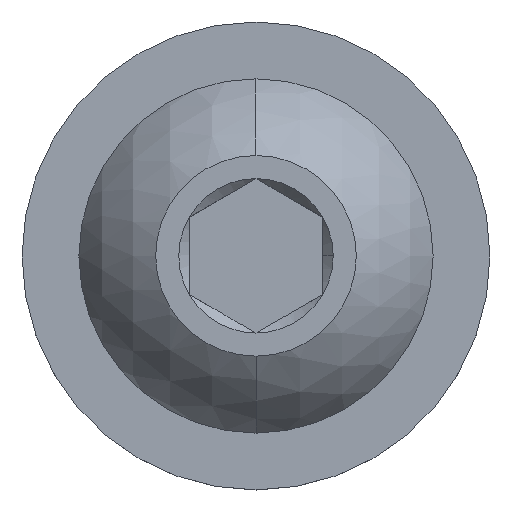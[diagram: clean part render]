
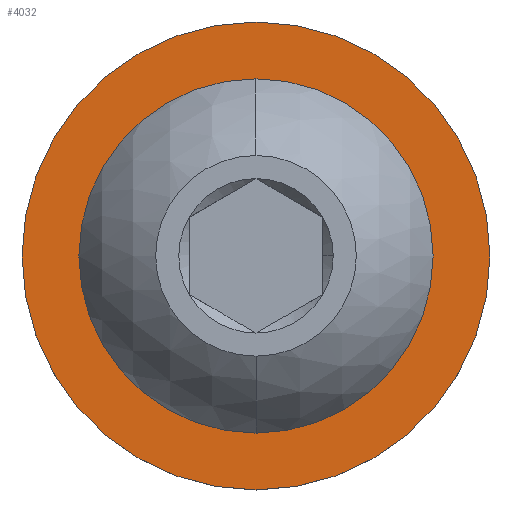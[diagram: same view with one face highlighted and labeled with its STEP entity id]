
A CAD part, top view. The second image highlights one B-rep face of the part: STEP entity #4032.
In plain terms, the highlighted planar face has unit normal (0, 0, 1).
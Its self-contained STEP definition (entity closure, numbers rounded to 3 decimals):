
#1 = VERTEX_POINT ( 'NONE', #6200 ) ;
#120 = VERTEX_POINT ( 'NONE', #6171 ) ;
#210 = ORIENTED_EDGE ( 'NONE', *, *, #5774, .T. ) ;
#213 = ORIENTED_EDGE ( 'NONE', *, *, #3568, .F. ) ;
#489 = ORIENTED_EDGE ( 'NONE', *, *, #5884, .F. ) ;
#490 = VERTEX_POINT ( 'NONE', #6056 ) ;
#495 = VERTEX_POINT ( 'NONE', #6059 ) ;
#519 = ORIENTED_EDGE ( 'NONE', *, *, #3569, .T. ) ;
#700 = EDGE_LOOP ( 'NONE', ( #489, #213 ) ) ;
#707 = EDGE_LOOP ( 'NONE', ( #519, #210 ) ) ;
#1276 = CARTESIAN_POINT ( 'NONE',  ( 0., 0., -1.275 ) ) ;
#1277 = DIRECTION ( 'NONE',  ( 0., 0., -1. ) ) ;
#1278 = DIRECTION ( 'NONE',  ( -1., 0., 0. ) ) ;
#1279 = CARTESIAN_POINT ( 'NONE',  ( 0., 0., -1.275 ) ) ;
#1280 = DIRECTION ( 'NONE',  ( 0., 0., -1. ) ) ;
#1281 = DIRECTION ( 'NONE',  ( -1., 0., 0. ) ) ;
#2340 = CARTESIAN_POINT ( 'NONE',  ( 0., 0., -1.275 ) ) ;
#2342 = DIRECTION ( 'NONE',  ( 0., 0., -1. ) ) ;
#2344 = DIRECTION ( 'NONE',  ( -1., 0., 0. ) ) ;
#2496 = PLANE ( 'NONE',  #6895 ) ;
#2500 = CARTESIAN_POINT ( 'NONE',  ( 0., 0., -1.275 ) ) ;
#2511 = DIRECTION ( 'NONE',  ( 0., 0., -1. ) ) ;
#2512 = DIRECTION ( 'NONE',  ( -1., 0., 0. ) ) ;
#2631 = CARTESIAN_POINT ( 'NONE',  ( 0., 0., -1.275 ) ) ;
#2633 = DIRECTION ( 'NONE',  ( 0., 0., -1. ) ) ;
#2635 = DIRECTION ( 'NONE',  ( -1., 0., 0. ) ) ;
#3568 = EDGE_CURVE ( 'NONE', #1, #120, #7742, .T. ) ;
#3569 = EDGE_CURVE ( 'NONE', #495, #490, #7744, .T. ) ;
#3648 = AXIS2_PLACEMENT_3D ( 'NONE', #1276, #1277, #1278 ) ;
#3649 = AXIS2_PLACEMENT_3D ( 'NONE', #1279, #1280, #1281 ) ;
#4032 = ADVANCED_FACE ( 'NONE', ( #7778, #7781 ), #2496, .F. ) ;
#5774 = EDGE_CURVE ( 'NONE', #490, #495, #7806, .T. ) ;
#5884 = EDGE_CURVE ( 'NONE', #120, #1, #7907, .T. ) ;
#6056 = CARTESIAN_POINT ( 'NONE',  ( 0., 2.65, -1.275 ) ) ;
#6059 = CARTESIAN_POINT ( 'NONE',  ( 0., -2.65, -1.275 ) ) ;
#6171 = CARTESIAN_POINT ( 'NONE',  ( -3.5, 0., -1.275 ) ) ;
#6200 = CARTESIAN_POINT ( 'NONE',  ( 3.5, 0., -1.275 ) ) ;
#6895 = AXIS2_PLACEMENT_3D ( 'NONE', #2500, #2511, #2512 ) ;
#6910 = AXIS2_PLACEMENT_3D ( 'NONE', #2631, #2633, #2635 ) ;
#6918 = AXIS2_PLACEMENT_3D ( 'NONE', #2340, #2342, #2344 ) ;
#7742 = CIRCLE ( 'NONE', #3648, 3.5 ) ;
#7744 = CIRCLE ( 'NONE', #3649, 2.65 ) ;
#7778 = FACE_OUTER_BOUND ( 'NONE', #700, .T. ) ;
#7781 = FACE_BOUND ( 'NONE', #707, .T. ) ;
#7806 = CIRCLE ( 'NONE', #6910, 2.65 ) ;
#7907 = CIRCLE ( 'NONE', #6918, 3.5 ) ;
